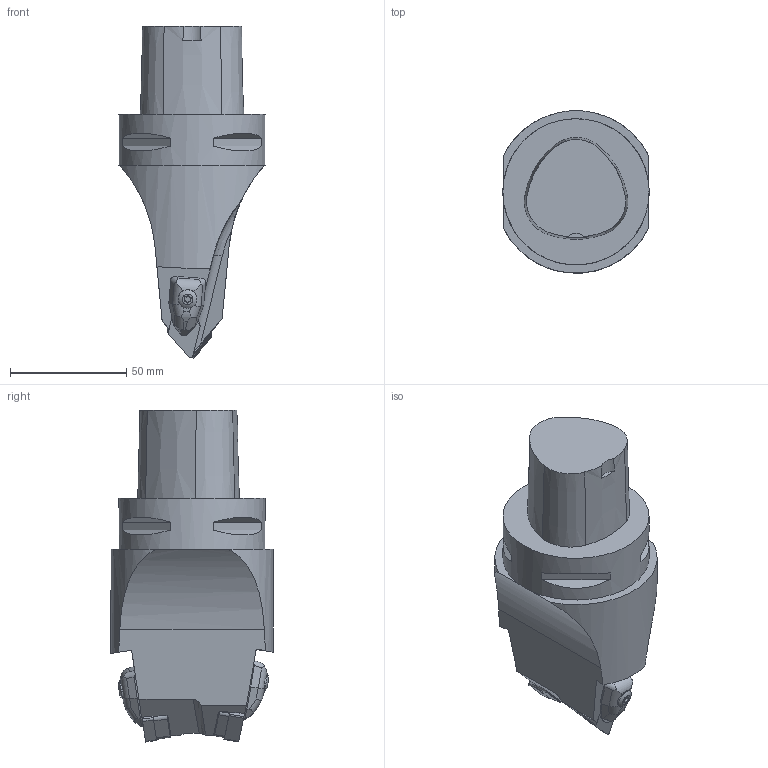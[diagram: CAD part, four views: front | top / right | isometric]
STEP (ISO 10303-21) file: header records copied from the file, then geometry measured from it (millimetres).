
FILE_DESCRIPTION(/* description */ (''),/* implementation_level */ '2;1');
FILE_NAME(/* name */ '1528210943543.stp',/* time_stamp */ '2018-06-05T17:02:30+02:00',/* author */ (''),/* organization */ ('SMS'),/* preprocessor_version */ 'ST-DEVELOPER v15',/* originating_system */ 'SIEMENS PLM Software NX 8.5',/* authorisation */ '');
FILE_SCHEMA (('AUTOMOTIVE_DESIGN { 1 0 10303 214 3 1 1 1 }'));
Length unit declared in the file: millimetre
Products named in the file (5): IsoTurningInsert; 201691359mod000_00; ASSEMBLY_CONSTRUCTION; 201691632mod000_00
Assembly tree (4 placements, depth 2):
  201691632mod000_00
    ASSEMBLY_CONSTRUCTION
    201691359mod000_00
    IsoTurningInsert
    IsoTurningInsert
Bounding box: 62.97 x 69.92 x 143 mm (x, y, z)
Volume: 268568.9 mm3; surface area: 30825.3 mm2
Topology: 3 solids, 3 shells, 214 faces, 582 edges, 387 vertices
Faces by surface type: plane 110, cylinder 75, cone 24, sphere 2, bspline 2, extrusion 1
Full cylindrical faces by diameter (mm): 5.156 x2, 8 x2, 63 x1
Entity records: 7294 total; most frequent: CARTESIAN_POINT 1695, DIRECTION 1153, ORIENTED_EDGE 1136, EDGE_CURVE 568, AXIS2_PLACEMENT_3D 425, VERTEX_POINT 374, VECTOR 303, LINE 302
